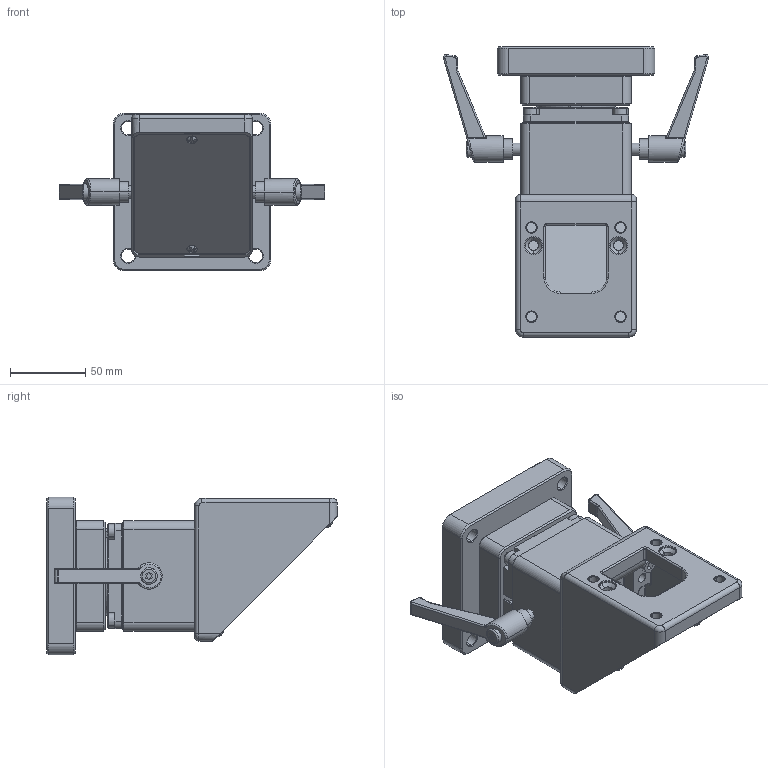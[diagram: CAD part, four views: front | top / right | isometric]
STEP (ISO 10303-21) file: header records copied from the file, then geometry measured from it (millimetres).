
FILE_DESCRIPTION (( 'STEP AP203' ), '1' );
FILE_NAME ('C1A-RC4-STP.STEP', '2025-05-07T05:36:06', ( '' ), ( '' ), 'SwSTEP 2.0', 'SolidWorks 2011', '' );
FILE_SCHEMA (( 'CONFIG_CONTROL_DESIGN' ));
Products named in the file (9): 六角穴付ボルトM6; LEM-8-12-BK(12)-1; C1A-RC4-STP; Angle piece(A-Part); Elbow ML type Body; TM ML type Housing(vertical plane); LEM-8-12-BK(12); Turn mount ML Suspend attachment(18.8mm); Angle piece(B-Part)
Assembly tree (15 placements, depth 2):
  C1A-RC4-STP
    LEM-8-12-BK(12)-1
    六角穴付ボルトM6  x8
    TM ML type Housing(vertical plane)
    Angle piece(B-Part)
    LEM-8-12-BK(12)
    Angle piece(A-Part)
    Elbow ML type Body
    Turn mount ML Suspend attachment(18.8mm)
Bounding box: 176.75 x 193.3 x 105 mm (x, y, z)
Volume: 594565.3 mm3; surface area: 178867.9 mm2
Topology: 15 solids, 35 shells, 1531 faces, 3737 edges, 2292 vertices
Faces by surface type: plane 592, cylinder 516, bspline 196, cone 139, torus 78, sphere 10
Entity records: 49976 total; most frequent: CARTESIAN_POINT 15983, ORIENTED_EDGE 6930, DIRECTION 6727, EDGE_CURVE 3465, AXIS2_PLACEMENT_3D 2432, VERTEX_POINT 2152, VECTOR 1863, LINE 1863
